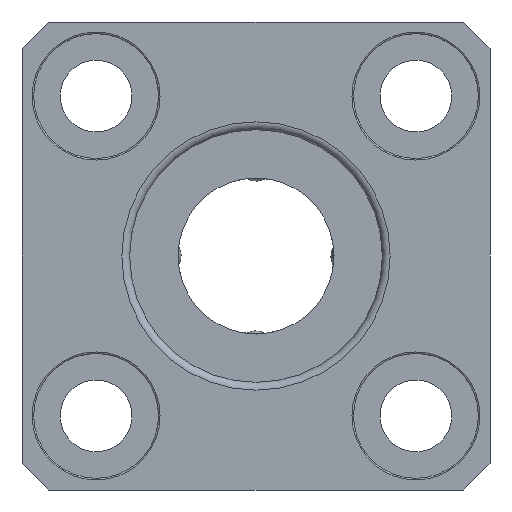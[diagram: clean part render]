
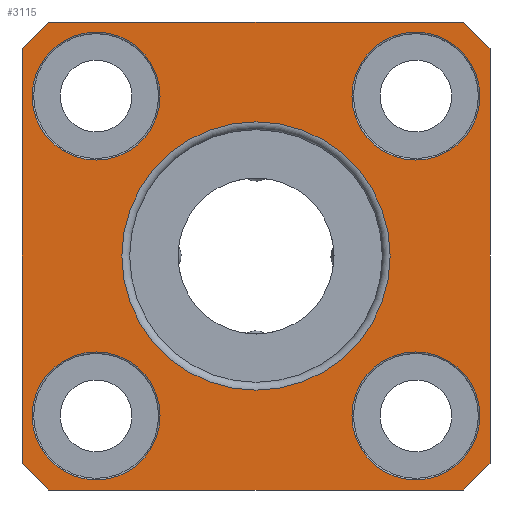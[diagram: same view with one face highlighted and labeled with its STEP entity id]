
A CAD part, front view. The second image highlights one B-rep face of the part: STEP entity #3115.
In plain terms, the highlighted planar face has unit normal (0, -1, 0).
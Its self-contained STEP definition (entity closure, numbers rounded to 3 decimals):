
#510=FACE_BOUND('',#968,.T.);
#511=FACE_BOUND('',#969,.T.);
#512=FACE_BOUND('',#970,.T.);
#513=FACE_BOUND('',#971,.T.);
#514=FACE_BOUND('',#972,.T.);
#543=LINE('',#4474,#623);
#544=LINE('',#4476,#624);
#545=LINE('',#4478,#625);
#546=LINE('',#4480,#626);
#547=LINE('',#4482,#627);
#548=LINE('',#4484,#628);
#549=LINE('',#4486,#629);
#550=LINE('',#4487,#630);
#623=VECTOR('',#3756,10.);
#624=VECTOR('',#3757,10.);
#625=VECTOR('',#3758,10.);
#626=VECTOR('',#3759,10.);
#627=VECTOR('',#3760,10.);
#628=VECTOR('',#3761,10.);
#629=VECTOR('',#3762,10.);
#630=VECTOR('',#3763,10.);
#703=PLANE('',#3428);
#747=FACE_OUTER_BOUND('',#967,.T.);
#967=EDGE_LOOP('',(#2222,#2223,#2224,#2225,#2226,#2227,#2228,#2229));
#968=EDGE_LOOP('',(#2230));
#969=EDGE_LOOP('',(#2231));
#970=EDGE_LOOP('',(#2232));
#971=EDGE_LOOP('',(#2233));
#972=EDGE_LOOP('',(#2234));
#1219=CIRCLE('',#3424,4.1);
#1223=CIRCLE('',#3429,4.1);
#1224=CIRCLE('',#3430,4.1);
#1225=CIRCLE('',#3431,8.6);
#1226=CIRCLE('',#3432,4.1);
#1394=VERTEX_POINT('',#4464);
#1397=VERTEX_POINT('',#4472);
#1398=VERTEX_POINT('',#4473);
#1399=VERTEX_POINT('',#4475);
#1400=VERTEX_POINT('',#4477);
#1401=VERTEX_POINT('',#4479);
#1402=VERTEX_POINT('',#4481);
#1403=VERTEX_POINT('',#4483);
#1404=VERTEX_POINT('',#4485);
#1405=VERTEX_POINT('',#4488);
#1406=VERTEX_POINT('',#4490);
#1407=VERTEX_POINT('',#4492);
#1408=VERTEX_POINT('',#4494);
#1772=EDGE_CURVE('',#1394,#1394,#1219,.T.);
#1776=EDGE_CURVE('',#1397,#1398,#543,.T.);
#1777=EDGE_CURVE('',#1399,#1397,#544,.T.);
#1778=EDGE_CURVE('',#1400,#1399,#545,.T.);
#1779=EDGE_CURVE('',#1401,#1400,#546,.T.);
#1780=EDGE_CURVE('',#1402,#1401,#547,.T.);
#1781=EDGE_CURVE('',#1403,#1402,#548,.T.);
#1782=EDGE_CURVE('',#1404,#1403,#549,.T.);
#1783=EDGE_CURVE('',#1398,#1404,#550,.T.);
#1784=EDGE_CURVE('',#1405,#1405,#1223,.T.);
#1785=EDGE_CURVE('',#1406,#1406,#1224,.T.);
#1786=EDGE_CURVE('',#1407,#1407,#1225,.T.);
#1787=EDGE_CURVE('',#1408,#1408,#1226,.T.);
#2222=ORIENTED_EDGE('',*,*,#1776,.F.);
#2223=ORIENTED_EDGE('',*,*,#1777,.F.);
#2224=ORIENTED_EDGE('',*,*,#1778,.F.);
#2225=ORIENTED_EDGE('',*,*,#1779,.F.);
#2226=ORIENTED_EDGE('',*,*,#1780,.F.);
#2227=ORIENTED_EDGE('',*,*,#1781,.F.);
#2228=ORIENTED_EDGE('',*,*,#1782,.F.);
#2229=ORIENTED_EDGE('',*,*,#1783,.F.);
#2230=ORIENTED_EDGE('',*,*,#1784,.F.);
#2231=ORIENTED_EDGE('',*,*,#1785,.F.);
#2232=ORIENTED_EDGE('',*,*,#1786,.F.);
#2233=ORIENTED_EDGE('',*,*,#1787,.F.);
#2234=ORIENTED_EDGE('',*,*,#1772,.F.);
#3115=ADVANCED_FACE('',(#747,#510,#511,#512,#513,#514),#703,.F.);
#3424=AXIS2_PLACEMENT_3D('',#4465,#3746,#3747);
#3428=AXIS2_PLACEMENT_3D('',#4471,#3754,#3755);
#3429=AXIS2_PLACEMENT_3D('',#4489,#3764,#3765);
#3430=AXIS2_PLACEMENT_3D('',#4491,#3766,#3767);
#3431=AXIS2_PLACEMENT_3D('',#4493,#3768,#3769);
#3432=AXIS2_PLACEMENT_3D('',#4495,#3770,#3771);
#3746=DIRECTION('center_axis',(0.,-1.,0.));
#3747=DIRECTION('ref_axis',(1.,0.,0.));
#3754=DIRECTION('center_axis',(0.,1.,0.));
#3755=DIRECTION('ref_axis',(0.,0.,1.));
#3756=DIRECTION('',(-0.707,0.,-0.707));
#3757=DIRECTION('',(0.,0.,-1.));
#3758=DIRECTION('',(0.707,0.,-0.707));
#3759=DIRECTION('',(1.,0.,0.));
#3760=DIRECTION('',(0.707,0.,0.707));
#3761=DIRECTION('',(0.,0.,1.));
#3762=DIRECTION('',(-0.707,0.,0.707));
#3763=DIRECTION('',(-1.,0.,0.));
#3764=DIRECTION('center_axis',(0.,-1.,0.));
#3765=DIRECTION('ref_axis',(1.,0.,0.));
#3766=DIRECTION('center_axis',(0.,-1.,0.));
#3767=DIRECTION('ref_axis',(1.,0.,0.));
#3768=DIRECTION('center_axis',(0.,-1.,0.));
#3769=DIRECTION('ref_axis',(1.,0.,0.));
#3770=DIRECTION('center_axis',(0.,-1.,0.));
#3771=DIRECTION('ref_axis',(1.,0.,0.));
#4464=CARTESIAN_POINT('',(-10.25,0.,-14.35));
#4465=CARTESIAN_POINT('Origin',(-10.25,0.,-10.25));
#4471=CARTESIAN_POINT('Origin',(0.,0.,0.));
#4472=CARTESIAN_POINT('',(15.,0.,-13.284));
#4473=CARTESIAN_POINT('',(13.284,0.,-15.));
#4474=CARTESIAN_POINT('',(15.,0.,-13.284));
#4475=CARTESIAN_POINT('',(15.,0.,13.284));
#4476=CARTESIAN_POINT('',(15.,0.,13.284));
#4477=CARTESIAN_POINT('',(13.284,0.,15.));
#4478=CARTESIAN_POINT('',(13.284,0.,15.));
#4479=CARTESIAN_POINT('',(-13.284,0.,15.));
#4480=CARTESIAN_POINT('',(-13.284,0.,15.));
#4481=CARTESIAN_POINT('',(-15.,0.,13.284));
#4482=CARTESIAN_POINT('',(-15.,0.,13.284));
#4483=CARTESIAN_POINT('',(-15.,0.,-13.284));
#4484=CARTESIAN_POINT('',(-15.,0.,-13.284));
#4485=CARTESIAN_POINT('',(-13.284,0.,-15.));
#4486=CARTESIAN_POINT('',(-13.284,0.,-15.));
#4487=CARTESIAN_POINT('',(13.284,0.,-15.));
#4488=CARTESIAN_POINT('',(-10.25,0.,6.15));
#4489=CARTESIAN_POINT('Origin',(-10.25,0.,10.25));
#4490=CARTESIAN_POINT('',(10.25,0.,-14.35));
#4491=CARTESIAN_POINT('Origin',(10.25,0.,-10.25));
#4492=CARTESIAN_POINT('',(0.,0.,8.6));
#4493=CARTESIAN_POINT('Origin',(0.,0.,0.));
#4494=CARTESIAN_POINT('',(10.25,0.,6.15));
#4495=CARTESIAN_POINT('Origin',(10.25,0.,10.25));
